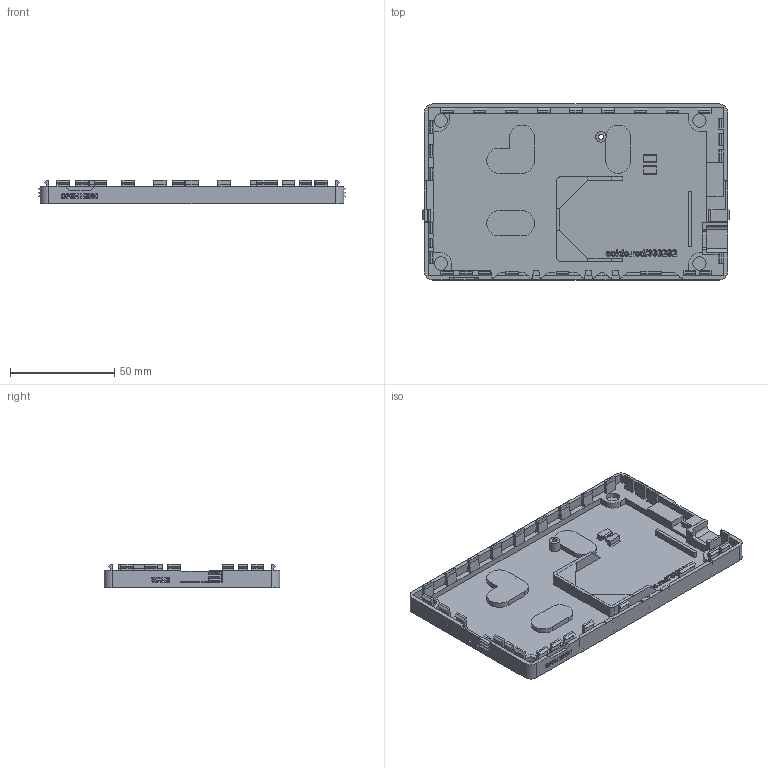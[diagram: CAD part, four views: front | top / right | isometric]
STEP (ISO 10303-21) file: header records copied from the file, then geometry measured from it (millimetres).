
FILE_DESCRIPTION(/* description */ (''),/* implementation_level */ '2;1');
FILE_NAME(/* name */ 'Inkplate 5v2 Bottom v1.0.2.step',/* time_stamp */ '2024-05-09T16:55:01+02:00',/* author */ (''),/* organization */ (''),/* preprocessor_version */ 'ST-DEVELOPER v20',/* originating_system */ 'Autodesk Translation Framework v12.20.1.177',/* authorisation */ '');
FILE_SCHEMA (('AUTOMOTIVE_DESIGN { 1 0 10303 214 3 1 1 }'));
Length unit declared in the file: millimetre
Products named in the file (1): Inkplate 5v2 Bottom v1.0.0.
Bounding box: 146.84 x 84.23 x 11.3 mm (x, y, z)
Volume: 26039.3 mm3; surface area: 39171.3 mm2
Topology: 1 solids, 1 shells, 1333 faces, 3717 edges, 2458 vertices
Faces by surface type: plane 827, bspline 468, cylinder 38
Full cylindrical faces by diameter (mm): 2.5 x1, 5 x1, 6.4 x4
Entity records: 45505 total; most frequent: CARTESIAN_POINT 14861, ORIENTED_EDGE 7434, DIRECTION 4591, EDGE_CURVE 3717, LINE 2703, VECTOR 2703, VERTEX_POINT 2458, EDGE_LOOP 1415
